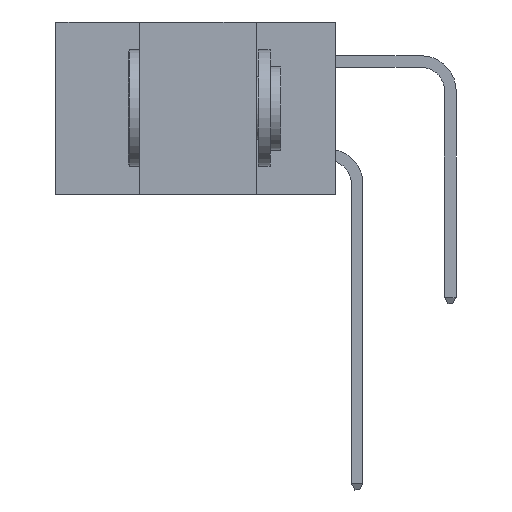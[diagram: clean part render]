
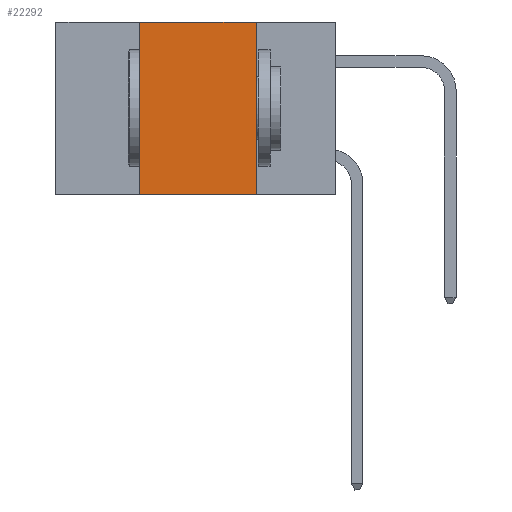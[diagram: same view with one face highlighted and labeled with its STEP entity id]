
A CAD part, left-side view. The second image highlights one B-rep face of the part: STEP entity #22292.
In plain terms, the highlighted planar face has unit normal (-1, 0, 0).
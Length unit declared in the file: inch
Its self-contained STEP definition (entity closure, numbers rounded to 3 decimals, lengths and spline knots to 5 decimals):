
#1036 = VECTOR ( 'NONE', #4607, 39.37008 ) ;
#1237 = CARTESIAN_POINT ( 'NONE',  ( 0., 0.17, 0. ) ) ;
#2349 = VERTEX_POINT ( 'NONE', #11865 ) ;
#2421 = CARTESIAN_POINT ( 'NONE',  ( 0., 0.6, 0. ) ) ;
#2709 = CARTESIAN_POINT ( 'NONE',  ( 0., 0.6, -0.37 ) ) ;
#2787 = CARTESIAN_POINT ( 'NONE',  ( 0., 0.6, 0. ) ) ;
#4607 = DIRECTION ( 'NONE',  ( 0., -1., 0. ) ) ;
#5241 = VECTOR ( 'NONE', #25288, 39.37008 ) ;
#5563 = ORIENTED_EDGE ( 'NONE', *, *, #13678, .F. ) ;
#5646 = LINE ( 'NONE', #1237, #10596 ) ;
#6184 = ORIENTED_EDGE ( 'NONE', *, *, #6428, .F. ) ;
#6224 = CARTESIAN_POINT ( 'NONE',  ( 0., 0.42, 0. ) ) ;
#6428 = EDGE_CURVE ( 'NONE', #24294, #10676, #5646, .T. ) ;
#7371 = DIRECTION ( 'NONE',  ( 0., 0., -1. ) ) ;
#7875 = AXIS2_PLACEMENT_3D ( 'NONE', #2787, #24389, #7371 ) ;
#8081 = LINE ( 'NONE', #2709, #1036 ) ;
#10076 = EDGE_CURVE ( 'NONE', #2349, #10676, #8081, .T. ) ;
#10596 = VECTOR ( 'NONE', #26963, 39.37008 ) ;
#10676 = VERTEX_POINT ( 'NONE', #15212 ) ;
#10886 = DIRECTION ( 'NONE',  ( 0., -1., 0. ) ) ;
#11058 = CARTESIAN_POINT ( 'NONE',  ( 0., 0.17, 0. ) ) ;
#11456 = PLANE ( 'NONE',  #7875 ) ;
#11865 = CARTESIAN_POINT ( 'NONE',  ( 0., 0.42, -0.37 ) ) ;
#11920 = LINE ( 'NONE', #6224, #5241 ) ;
#13678 = EDGE_CURVE ( 'NONE', #2349, #25231, #11920, .T. ) ;
#13898 = VECTOR ( 'NONE', #10886, 39.37008 ) ;
#13964 = EDGE_CURVE ( 'NONE', #25231, #24294, #21911, .T. ) ;
#14978 = FACE_OUTER_BOUND ( 'NONE', #15053, .T. ) ;
#15053 = EDGE_LOOP ( 'NONE', ( #6184, #26949, #5563, #27501 ) ) ;
#15212 = CARTESIAN_POINT ( 'NONE',  ( 0., 0.17, -0.37 ) ) ;
#21911 = LINE ( 'NONE', #2421, #13898 ) ;
#22292 = ADVANCED_FACE ( 'NONE', ( #14978 ), #11456, .F. ) ;
#24294 = VERTEX_POINT ( 'NONE', #11058 ) ;
#24389 = DIRECTION ( 'NONE',  ( 1., 0., 0. ) ) ;
#25231 = VERTEX_POINT ( 'NONE', #27429 ) ;
#25288 = DIRECTION ( 'NONE',  ( 0., 0., 1. ) ) ;
#26949 = ORIENTED_EDGE ( 'NONE', *, *, #13964, .F. ) ;
#26963 = DIRECTION ( 'NONE',  ( 0., 0., -1. ) ) ;
#27429 = CARTESIAN_POINT ( 'NONE',  ( 0., 0.42, 0. ) ) ;
#27501 = ORIENTED_EDGE ( 'NONE', *, *, #10076, .T. ) ;
